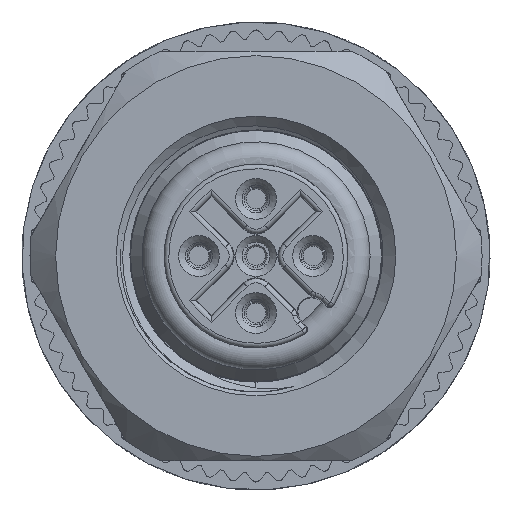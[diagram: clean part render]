
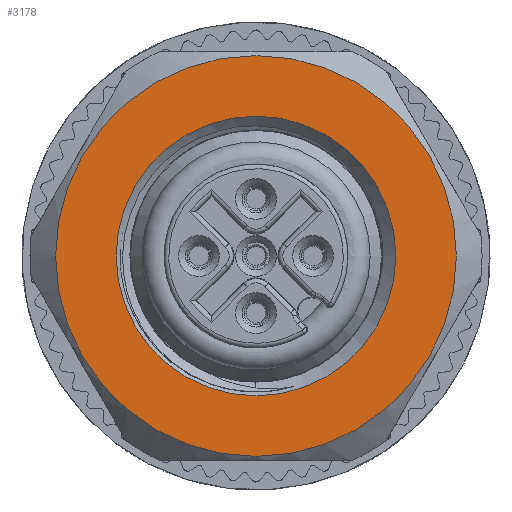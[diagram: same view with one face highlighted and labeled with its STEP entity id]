
A CAD part, front view. The second image highlights one B-rep face of the part: STEP entity #3178.
In plain terms, the highlighted planar face has unit normal (0, -1, 0).
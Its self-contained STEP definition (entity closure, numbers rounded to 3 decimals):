
#103=FACE_BOUND('',#4530,.T.);
#104=FACE_BOUND('',#4531,.T.);
#500=CIRCLE('',#12912,8.779);
#501=CIRCLE('',#12914,6.125);
#885=PLANE('',#12915);
#3178=ADVANCED_FACE('',(#103,#104),#885,.F.);
#4530=EDGE_LOOP('',(#6555));
#4531=EDGE_LOOP('',(#6556));
#6555=ORIENTED_EDGE('',*,*,#10785,.F.);
#6556=ORIENTED_EDGE('',*,*,#10784,.F.);
#9257=VERTEX_POINT('',#18842);
#9258=VERTEX_POINT('',#18845);
#10784=EDGE_CURVE('',#9257,#9257,#500,.T.);
#10785=EDGE_CURVE('',#9258,#9258,#501,.T.);
#12912=AXIS2_PLACEMENT_3D('',#18841,#15077,#15078);
#12914=AXIS2_PLACEMENT_3D('',#18844,#15081,#15082);
#12915=AXIS2_PLACEMENT_3D('',#18846,#15083,#15084);
#15077=DIRECTION('',(0.,1.,0.));
#15078=DIRECTION('',(1.,0.,0.));
#15081=DIRECTION('',(0.,-1.,0.));
#15082=DIRECTION('',(-1.,0.,0.));
#15083=DIRECTION('',(0.,1.,0.));
#15084=DIRECTION('',(1.,0.,0.));
#18841=CARTESIAN_POINT('',(0.,-8.95,0.));
#18842=CARTESIAN_POINT('',(8.779,-8.95,0.));
#18844=CARTESIAN_POINT('',(0.,-8.95,0.));
#18845=CARTESIAN_POINT('',(-6.125,-8.95,0.));
#18846=CARTESIAN_POINT('',(0.,-8.95,0.));
